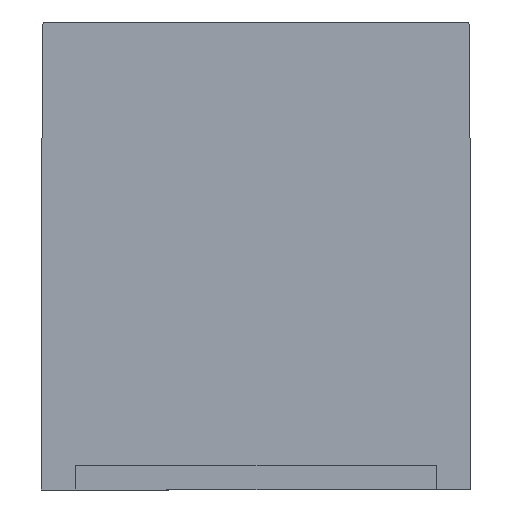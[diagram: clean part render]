
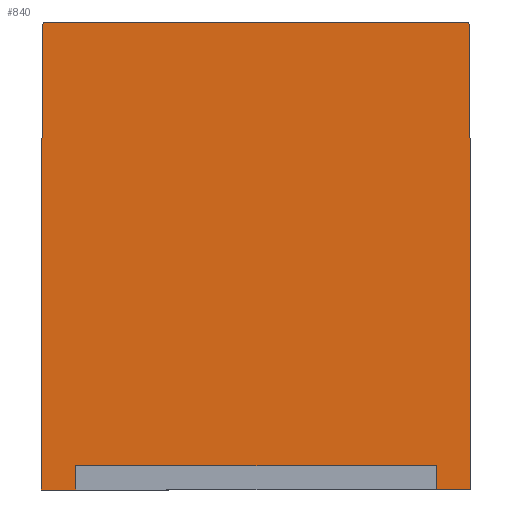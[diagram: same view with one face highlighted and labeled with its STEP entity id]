
A CAD part, left-side view. The second image highlights one B-rep face of the part: STEP entity #840.
In plain terms, the highlighted face is planar.
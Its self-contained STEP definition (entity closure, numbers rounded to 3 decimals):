
#10=CARTESIAN_POINT('',(49.404,13.156,0.05));
#20=DIRECTION('',(0.,0.,1.));
#30=DIRECTION('',(1.,0.,0.));
#40=AXIS2_PLACEMENT_3D('',#10,#20,#30);
#50=PLANE('',#40);
#60=CARTESIAN_POINT('',(49.792,0.156,
0.05));
#70=DIRECTION('',(-1.,0.,0.));
#80=VECTOR('',#70,1.);
#90=LINE('',#60,#80);
#100=CARTESIAN_POINT('',(40.154,0.156,0.05)
);
#110=VERTEX_POINT('',#100);
#120=CARTESIAN_POINT('',(38.404,0.156,
0.05));
#130=VERTEX_POINT('',#120);
#140=EDGE_CURVE('',#110,#130,#90,.T.);
#150=ORIENTED_EDGE('',*,*,#140,.T.);
#160=CARTESIAN_POINT('',(40.154,13.156,0.05));
#170=DIRECTION('',(0.,1.,0.));
#180=VECTOR('',#170,1.);
#190=LINE('',#160,#180);
#200=CARTESIAN_POINT('',(40.154,1.406,0.05))
;
#210=VERTEX_POINT('',#200);
#220=EDGE_CURVE('',#110,#210,#190,.T.);
#230=ORIENTED_EDGE('',*,*,#220,.F.);
#240=CARTESIAN_POINT('',(49.404,1.406,0.05))
;
#250=DIRECTION('',(1.,0.,0.));
#260=VECTOR('',#250,1.);
#270=LINE('',#240,#260);
#280=CARTESIAN_POINT('',(58.654,1.406,0.05))
;
#290=VERTEX_POINT('',#280);
#300=EDGE_CURVE('',#210,#290,#270,.T.);
#310=ORIENTED_EDGE('',*,*,#300,.F.);
#320=CARTESIAN_POINT('',(58.654,13.156,0.05));
#330=DIRECTION('',(0.,-1.,0.));
#340=VECTOR('',#330,1.);
#350=LINE('',#320,#340);
#360=CARTESIAN_POINT('',(58.654,0.156,0.05));
#370=VERTEX_POINT('',#360);
#380=EDGE_CURVE('',#290,#370,#350,.T.);
#390=ORIENTED_EDGE('',*,*,#380,.F.);
#400=CARTESIAN_POINT('',(60.404,0.156,0.05));
#410=VERTEX_POINT('',#400);
#420=EDGE_CURVE('',#410,#370,#90,.T.);
#430=ORIENTED_EDGE('',*,*,#420,.T.);
#440=CARTESIAN_POINT('',(60.404,0.156,0.05)
);
#450=DIRECTION('',(0.,1.,0.));
#460=VECTOR('',#450,1.);
#470=LINE('',#440,#460);
#480=CARTESIAN_POINT('',(60.404,15.248,0.05))
;
#490=VERTEX_POINT('',#480);
#500=EDGE_CURVE('',#410,#490,#470,.T.);
#510=ORIENTED_EDGE('',*,*,#500,.F.);
#520=CARTESIAN_POINT('',(60.326,24.156,0.05))
;
#530=DIRECTION('',(0.009,-1.,0.));
#540=VECTOR('',#530,1.);
#550=LINE('',#520,#540);
#560=CARTESIAN_POINT('',(60.326,24.156,0.05))
;
#570=VERTEX_POINT('',#560);
#580=EDGE_CURVE('',#570,#490,#550,.T.);
#590=ORIENTED_EDGE('',*,*,#580,.T.);
#600=CARTESIAN_POINT('',(89.245,24.156,0.05));
#610=DIRECTION('',(1.,0.,0.));
#620=VECTOR('',#610,1.);
#630=LINE('',#600,#620);
#640=CARTESIAN_POINT('',(38.482,24.156,0.05))
;
#650=VERTEX_POINT('',#640);
#660=EDGE_CURVE('',#650,#570,#630,.T.);
#670=ORIENTED_EDGE('',*,*,#660,.T.);
#680=CARTESIAN_POINT('',(38.482,24.156,0.05))
;
#690=DIRECTION('',(0.009,1.,0.));
#700=VECTOR('',#690,1.);
#710=LINE('',#680,#700);
#720=CARTESIAN_POINT('',(38.404,15.248,
0.05));
#730=VERTEX_POINT('',#720);
#740=EDGE_CURVE('',#730,#650,#710,.T.);
#750=ORIENTED_EDGE('',*,*,#740,.T.);
#760=CARTESIAN_POINT('',(38.404,2.156,0.05));
#770=DIRECTION('',(0.,1.,0.));
#780=VECTOR('',#770,1.);
#790=LINE('',#760,#780);
#800=EDGE_CURVE('',#130,#730,#790,.T.);
#810=ORIENTED_EDGE('',*,*,#800,.T.);
#820=EDGE_LOOP('',(#810,#750,#670,#590,#510,#430,#390,#310,#230,#150));
#830=FACE_OUTER_BOUND('',#820,.T.);
#840=ADVANCED_FACE('',(#830),#50,.F.);
